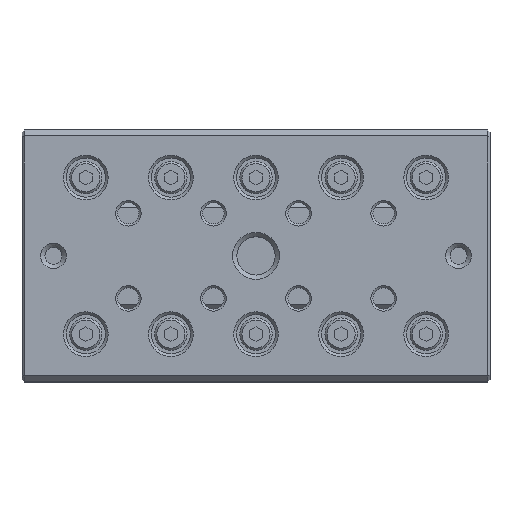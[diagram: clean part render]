
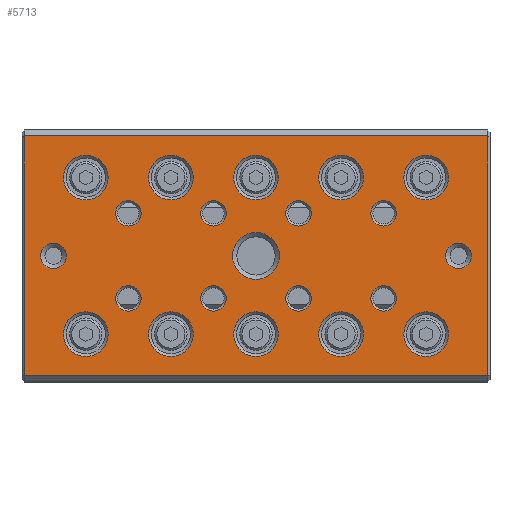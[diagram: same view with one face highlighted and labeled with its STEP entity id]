
A CAD part, top view. The second image highlights one B-rep face of the part: STEP entity #5713.
In plain terms, the highlighted planar face has unit normal (0, 0, 1).
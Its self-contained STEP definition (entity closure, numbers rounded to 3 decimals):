
#4954=FACE_BOUND('',#8575,.T.);
#4955=FACE_BOUND('',#8576,.T.);
#4956=FACE_BOUND('',#8577,.T.);
#4957=FACE_BOUND('',#8578,.T.);
#4958=FACE_BOUND('',#8579,.T.);
#4959=FACE_BOUND('',#8580,.T.);
#4960=FACE_BOUND('',#8581,.T.);
#4961=FACE_BOUND('',#8582,.T.);
#4962=FACE_BOUND('',#8583,.T.);
#4963=FACE_BOUND('',#8584,.T.);
#4964=FACE_BOUND('',#8585,.T.);
#4965=FACE_BOUND('',#8586,.T.);
#4966=FACE_BOUND('',#8587,.T.);
#4967=FACE_BOUND('',#8588,.T.);
#4968=FACE_BOUND('',#8589,.T.);
#4969=FACE_BOUND('',#8590,.T.);
#4970=FACE_BOUND('',#8591,.T.);
#4971=FACE_BOUND('',#8592,.T.);
#4972=FACE_BOUND('',#8593,.T.);
#4973=FACE_BOUND('',#8594,.T.);
#4974=FACE_BOUND('',#8595,.T.);
#4975=FACE_BOUND('',#8596,.T.);
#5357=CIRCLE('',#23106,2.75);
#5358=CIRCLE('',#23107,1.5);
#5359=CIRCLE('',#23108,1.5);
#5360=CIRCLE('',#23109,1.5);
#5361=CIRCLE('',#23110,1.5);
#5362=CIRCLE('',#23111,1.5);
#5363=CIRCLE('',#23112,1.5);
#5364=CIRCLE('',#23113,1.5);
#5365=CIRCLE('',#23114,1.5);
#5366=CIRCLE('',#23115,1.5);
#5367=CIRCLE('',#23116,1.5);
#5368=CIRCLE('',#23117,2.625);
#5369=CIRCLE('',#23118,2.625);
#5370=CIRCLE('',#23119,2.625);
#5371=CIRCLE('',#23120,2.625);
#5372=CIRCLE('',#23121,2.625);
#5373=CIRCLE('',#23122,2.625);
#5374=CIRCLE('',#23123,2.625);
#5375=CIRCLE('',#23124,2.625);
#5376=CIRCLE('',#23125,2.625);
#5377=CIRCLE('',#23126,2.625);
#5713=ADVANCED_FACE('',(#4954,#4955,#4956,#4957,#4958,#4959,#4960,#4961,
#4962,#4963,#4964,#4965,#4966,#4967,#4968,#4969,#4970,#4971,#4972,#4973,
#4974,#4975),#6732,.F.);
#6732=PLANE('',#23127);
#8575=EDGE_LOOP('',(#10965));
#8576=EDGE_LOOP('',(#10966));
#8577=EDGE_LOOP('',(#10967));
#8578=EDGE_LOOP('',(#10968));
#8579=EDGE_LOOP('',(#10969));
#8580=EDGE_LOOP('',(#10970));
#8581=EDGE_LOOP('',(#10971));
#8582=EDGE_LOOP('',(#10972));
#8583=EDGE_LOOP('',(#10973));
#8584=EDGE_LOOP('',(#10974));
#8585=EDGE_LOOP('',(#10975));
#8586=EDGE_LOOP('',(#10976));
#8587=EDGE_LOOP('',(#10977));
#8588=EDGE_LOOP('',(#10978));
#8589=EDGE_LOOP('',(#10979));
#8590=EDGE_LOOP('',(#10980));
#8591=EDGE_LOOP('',(#10981));
#8592=EDGE_LOOP('',(#10982));
#8593=EDGE_LOOP('',(#10983));
#8594=EDGE_LOOP('',(#10984));
#8595=EDGE_LOOP('',(#10985));
#8596=EDGE_LOOP('',(#10986,#10987,#10988,#10989));
#10965=ORIENTED_EDGE('',*,*,#17304,.T.);
#10966=ORIENTED_EDGE('',*,*,#17305,.F.);
#10967=ORIENTED_EDGE('',*,*,#17306,.T.);
#10968=ORIENTED_EDGE('',*,*,#17307,.T.);
#10969=ORIENTED_EDGE('',*,*,#17308,.T.);
#10970=ORIENTED_EDGE('',*,*,#17309,.T.);
#10971=ORIENTED_EDGE('',*,*,#17310,.T.);
#10972=ORIENTED_EDGE('',*,*,#17311,.T.);
#10973=ORIENTED_EDGE('',*,*,#17312,.T.);
#10974=ORIENTED_EDGE('',*,*,#17313,.T.);
#10975=ORIENTED_EDGE('',*,*,#17314,.T.);
#10976=ORIENTED_EDGE('',*,*,#17315,.T.);
#10977=ORIENTED_EDGE('',*,*,#17316,.T.);
#10978=ORIENTED_EDGE('',*,*,#17317,.T.);
#10979=ORIENTED_EDGE('',*,*,#17318,.T.);
#10980=ORIENTED_EDGE('',*,*,#17319,.T.);
#10981=ORIENTED_EDGE('',*,*,#17320,.T.);
#10982=ORIENTED_EDGE('',*,*,#17321,.T.);
#10983=ORIENTED_EDGE('',*,*,#17322,.T.);
#10984=ORIENTED_EDGE('',*,*,#17323,.T.);
#10985=ORIENTED_EDGE('',*,*,#17324,.T.);
#10986=ORIENTED_EDGE('',*,*,#17325,.T.);
#10987=ORIENTED_EDGE('',*,*,#17326,.T.);
#10988=ORIENTED_EDGE('',*,*,#17327,.T.);
#10989=ORIENTED_EDGE('',*,*,#17328,.T.);
#15433=VERTEX_POINT('',#30543);
#15434=VERTEX_POINT('',#30545);
#15435=VERTEX_POINT('',#30547);
#15436=VERTEX_POINT('',#30549);
#15437=VERTEX_POINT('',#30551);
#15438=VERTEX_POINT('',#30553);
#15439=VERTEX_POINT('',#30555);
#15440=VERTEX_POINT('',#30557);
#15441=VERTEX_POINT('',#30559);
#15442=VERTEX_POINT('',#30561);
#15443=VERTEX_POINT('',#30563);
#15444=VERTEX_POINT('',#30565);
#15445=VERTEX_POINT('',#30567);
#15446=VERTEX_POINT('',#30569);
#15447=VERTEX_POINT('',#30571);
#15448=VERTEX_POINT('',#30573);
#15449=VERTEX_POINT('',#30575);
#15450=VERTEX_POINT('',#30577);
#15451=VERTEX_POINT('',#30579);
#15452=VERTEX_POINT('',#30581);
#15453=VERTEX_POINT('',#30583);
#15454=VERTEX_POINT('',#30585);
#15455=VERTEX_POINT('',#30586);
#15456=VERTEX_POINT('',#30588);
#15457=VERTEX_POINT('',#30590);
#17304=EDGE_CURVE('',#15433,#15433,#5357,.T.);
#17305=EDGE_CURVE('',#15434,#15434,#5358,.T.);
#17306=EDGE_CURVE('',#15435,#15435,#5359,.T.);
#17307=EDGE_CURVE('',#15436,#15436,#5360,.T.);
#17308=EDGE_CURVE('',#15437,#15437,#5361,.T.);
#17309=EDGE_CURVE('',#15438,#15438,#5362,.T.);
#17310=EDGE_CURVE('',#15439,#15439,#5363,.T.);
#17311=EDGE_CURVE('',#15440,#15440,#5364,.T.);
#17312=EDGE_CURVE('',#15441,#15441,#5365,.T.);
#17313=EDGE_CURVE('',#15442,#15442,#5366,.T.);
#17314=EDGE_CURVE('',#15443,#15443,#5367,.T.);
#17315=EDGE_CURVE('',#15444,#15444,#5368,.T.);
#17316=EDGE_CURVE('',#15445,#15445,#5369,.T.);
#17317=EDGE_CURVE('',#15446,#15446,#5370,.T.);
#17318=EDGE_CURVE('',#15447,#15447,#5371,.T.);
#17319=EDGE_CURVE('',#15448,#15448,#5372,.T.);
#17320=EDGE_CURVE('',#15449,#15449,#5373,.T.);
#17321=EDGE_CURVE('',#15450,#15450,#5374,.T.);
#17322=EDGE_CURVE('',#15451,#15451,#5375,.T.);
#17323=EDGE_CURVE('',#15452,#15452,#5376,.T.);
#17324=EDGE_CURVE('',#15453,#15453,#5377,.T.);
#17325=EDGE_CURVE('',#15454,#15455,#19564,.T.);
#17326=EDGE_CURVE('',#15455,#15456,#19565,.T.);
#17327=EDGE_CURVE('',#15456,#15457,#19566,.T.);
#17328=EDGE_CURVE('',#15457,#15454,#19567,.T.);
#19564=LINE('',#30584,#21492);
#19565=LINE('',#30587,#21493);
#19566=LINE('',#30589,#21494);
#19567=LINE('',#30591,#21495);
#21492=VECTOR('',#25281,1.);
#21493=VECTOR('',#25282,1.);
#21494=VECTOR('',#25283,1.);
#21495=VECTOR('',#25284,1.);
#23106=AXIS2_PLACEMENT_3D('',#30542,#25239,#25240);
#23107=AXIS2_PLACEMENT_3D('',#30544,#25241,#25242);
#23108=AXIS2_PLACEMENT_3D('',#30546,#25243,#25244);
#23109=AXIS2_PLACEMENT_3D('',#30548,#25245,#25246);
#23110=AXIS2_PLACEMENT_3D('',#30550,#25247,#25248);
#23111=AXIS2_PLACEMENT_3D('',#30552,#25249,#25250);
#23112=AXIS2_PLACEMENT_3D('',#30554,#25251,#25252);
#23113=AXIS2_PLACEMENT_3D('',#30556,#25253,#25254);
#23114=AXIS2_PLACEMENT_3D('',#30558,#25255,#25256);
#23115=AXIS2_PLACEMENT_3D('',#30560,#25257,#25258);
#23116=AXIS2_PLACEMENT_3D('',#30562,#25259,#25260);
#23117=AXIS2_PLACEMENT_3D('',#30564,#25261,#25262);
#23118=AXIS2_PLACEMENT_3D('',#30566,#25263,#25264);
#23119=AXIS2_PLACEMENT_3D('',#30568,#25265,#25266);
#23120=AXIS2_PLACEMENT_3D('',#30570,#25267,#25268);
#23121=AXIS2_PLACEMENT_3D('',#30572,#25269,#25270);
#23122=AXIS2_PLACEMENT_3D('',#30574,#25271,#25272);
#23123=AXIS2_PLACEMENT_3D('',#30576,#25273,#25274);
#23124=AXIS2_PLACEMENT_3D('',#30578,#25275,#25276);
#23125=AXIS2_PLACEMENT_3D('',#30580,#25277,#25278);
#23126=AXIS2_PLACEMENT_3D('',#30582,#25279,#25280);
#23127=AXIS2_PLACEMENT_3D('',#30592,#25285,#25286);
#25239=DIRECTION('',(0.,0.,-1.));
#25240=DIRECTION('',(-1.,0.,0.));
#25241=DIRECTION('',(0.,0.,1.));
#25242=DIRECTION('',(1.,0.,0.));
#25243=DIRECTION('',(0.,0.,-1.));
#25244=DIRECTION('',(-1.,0.,0.));
#25245=DIRECTION('',(0.,0.,-1.));
#25246=DIRECTION('',(-1.,0.,0.));
#25247=DIRECTION('',(0.,0.,-1.));
#25248=DIRECTION('',(-1.,0.,0.));
#25249=DIRECTION('',(0.,0.,-1.));
#25250=DIRECTION('',(-1.,0.,0.));
#25251=DIRECTION('',(0.,0.,-1.));
#25252=DIRECTION('',(-1.,0.,0.));
#25253=DIRECTION('',(0.,0.,-1.));
#25254=DIRECTION('',(-1.,0.,0.));
#25255=DIRECTION('',(0.,0.,-1.));
#25256=DIRECTION('',(-1.,0.,0.));
#25257=DIRECTION('',(0.,0.,-1.));
#25258=DIRECTION('',(-1.,0.,0.));
#25259=DIRECTION('',(0.,0.,-1.));
#25260=DIRECTION('',(-1.,0.,0.));
#25261=DIRECTION('',(0.,0.,-1.));
#25262=DIRECTION('',(-1.,0.,0.));
#25263=DIRECTION('',(0.,0.,-1.));
#25264=DIRECTION('',(-1.,0.,0.));
#25265=DIRECTION('',(0.,0.,-1.));
#25266=DIRECTION('',(-1.,0.,0.));
#25267=DIRECTION('',(0.,0.,-1.));
#25268=DIRECTION('',(-1.,0.,0.));
#25269=DIRECTION('',(0.,0.,-1.));
#25270=DIRECTION('',(-1.,0.,0.));
#25271=DIRECTION('',(0.,0.,-1.));
#25272=DIRECTION('',(-1.,0.,0.));
#25273=DIRECTION('',(0.,0.,-1.));
#25274=DIRECTION('',(-1.,0.,0.));
#25275=DIRECTION('',(0.,0.,-1.));
#25276=DIRECTION('',(-1.,0.,0.));
#25277=DIRECTION('',(0.,0.,-1.));
#25278=DIRECTION('',(-1.,0.,0.));
#25279=DIRECTION('',(0.,0.,-1.));
#25280=DIRECTION('',(-1.,0.,0.));
#25281=DIRECTION('',(1.,0.,0.));
#25282=DIRECTION('',(0.,1.,0.));
#25283=DIRECTION('',(-1.,0.,0.));
#25284=DIRECTION('',(0.,-1.,0.));
#25285=DIRECTION('',(0.,0.,-1.));
#25286=DIRECTION('',(1.,0.,0.));
#30542=CARTESIAN_POINT('',(107.5,14.8,17.));
#30543=CARTESIAN_POINT('',(104.75,14.8,17.));
#30544=CARTESIAN_POINT('',(131.3,14.8,17.));
#30545=CARTESIAN_POINT('',(132.8,14.8,17.));
#30546=CARTESIAN_POINT('',(83.7,14.8,17.));
#30547=CARTESIAN_POINT('',(82.2,14.8,17.));
#30548=CARTESIAN_POINT('',(122.5,9.8,17.));
#30549=CARTESIAN_POINT('',(121.,9.8,17.));
#30550=CARTESIAN_POINT('',(122.5,19.8,17.));
#30551=CARTESIAN_POINT('',(121.,19.8,17.));
#30552=CARTESIAN_POINT('',(112.5,9.8,17.));
#30553=CARTESIAN_POINT('',(111.,9.8,17.));
#30554=CARTESIAN_POINT('',(112.5,19.8,17.));
#30555=CARTESIAN_POINT('',(111.,19.8,17.));
#30556=CARTESIAN_POINT('',(102.5,9.8,17.));
#30557=CARTESIAN_POINT('',(101.,9.8,17.));
#30558=CARTESIAN_POINT('',(102.5,19.8,17.));
#30559=CARTESIAN_POINT('',(101.,19.8,17.));
#30560=CARTESIAN_POINT('',(92.5,9.8,17.));
#30561=CARTESIAN_POINT('',(91.,9.8,17.));
#30562=CARTESIAN_POINT('',(92.5,19.8,17.));
#30563=CARTESIAN_POINT('',(91.,19.8,17.));
#30564=CARTESIAN_POINT('',(127.5,5.6,17.));
#30565=CARTESIAN_POINT('',(124.875,5.6,17.));
#30566=CARTESIAN_POINT('',(127.5,24.,17.));
#30567=CARTESIAN_POINT('',(124.875,24.,17.));
#30568=CARTESIAN_POINT('',(117.5,5.6,17.));
#30569=CARTESIAN_POINT('',(114.875,5.6,17.));
#30570=CARTESIAN_POINT('',(117.5,24.,17.));
#30571=CARTESIAN_POINT('',(114.875,24.,17.));
#30572=CARTESIAN_POINT('',(107.5,5.6,17.));
#30573=CARTESIAN_POINT('',(104.875,5.6,17.));
#30574=CARTESIAN_POINT('',(107.5,24.,17.));
#30575=CARTESIAN_POINT('',(104.875,24.,17.));
#30576=CARTESIAN_POINT('',(97.5,5.6,17.));
#30577=CARTESIAN_POINT('',(94.875,5.6,17.));
#30578=CARTESIAN_POINT('',(97.5,24.,17.));
#30579=CARTESIAN_POINT('',(94.875,24.,17.));
#30580=CARTESIAN_POINT('',(87.5,5.6,17.));
#30581=CARTESIAN_POINT('',(84.875,5.6,17.));
#30582=CARTESIAN_POINT('',(87.5,24.,17.));
#30583=CARTESIAN_POINT('',(84.875,24.,17.));
#30584=CARTESIAN_POINT('',(135.,0.7,17.));
#30585=CARTESIAN_POINT('',(80.25,0.7,17.));
#30586=CARTESIAN_POINT('',(134.75,0.7,17.));
#30587=CARTESIAN_POINT('',(134.75,29.6,17.));
#30588=CARTESIAN_POINT('',(134.75,28.9,17.));
#30589=CARTESIAN_POINT('',(135.,28.9,17.));
#30590=CARTESIAN_POINT('',(80.25,28.9,17.));
#30591=CARTESIAN_POINT('',(80.25,0.7,17.));
#30592=CARTESIAN_POINT('',(135.,29.6,17.));
